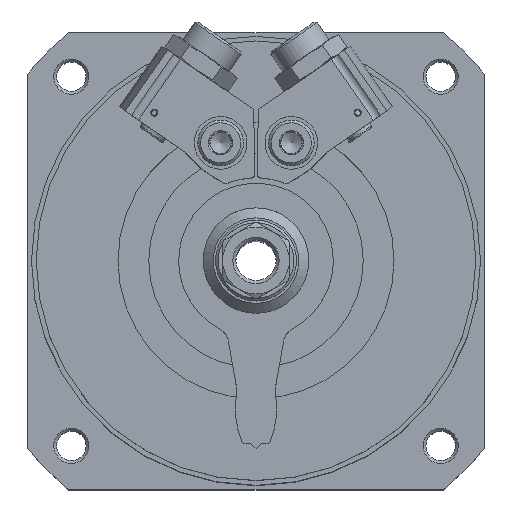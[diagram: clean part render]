
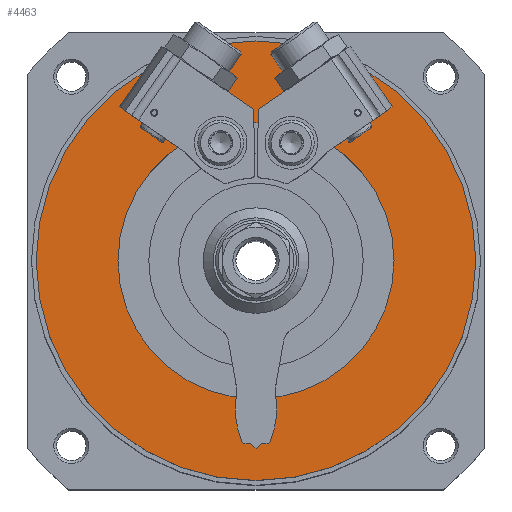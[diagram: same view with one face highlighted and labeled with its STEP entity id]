
A CAD part, top view. The second image highlights one B-rep face of the part: STEP entity #4463.
In plain terms, the highlighted face is planar.
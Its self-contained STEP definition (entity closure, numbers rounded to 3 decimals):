
#200=PLANE('',#4931);
#895=ORIENTED_EDGE('',*,*,#2003,.F.);
#896=ORIENTED_EDGE('',*,*,#2004,.T.);
#2003=EDGE_CURVE('',#2569,#2569,#2998,.T.);
#2004=EDGE_CURVE('',#2570,#2570,#2999,.T.);
#2569=VERTEX_POINT('',#7214);
#2570=VERTEX_POINT('',#7216);
#2998=CIRCLE('',#4932,62.5);
#2999=CIRCLE('',#4933,39.25);
#3331=EDGE_LOOP('',(#895));
#3332=EDGE_LOOP('',(#896));
#3856=FACE_BOUND('',#3331,.T.);
#3857=FACE_BOUND('',#3332,.T.);
#4463=ADVANCED_FACE('',(#3856,#3857),#200,.F.);
#4931=AXIS2_PLACEMENT_3D('',#7212,#5669,#5670);
#4932=AXIS2_PLACEMENT_3D('',#7213,#5671,#5672);
#4933=AXIS2_PLACEMENT_3D('',#7215,#5673,#5674);
#5669=DIRECTION('',(1.,0.,0.));
#5670=DIRECTION('',(0.,0.,-1.));
#5671=DIRECTION('',(1.,0.,0.));
#5672=DIRECTION('',(0.,0.,-1.));
#5673=DIRECTION('',(1.,0.,0.));
#5674=DIRECTION('',(0.,0.,-1.));
#7212=CARTESIAN_POINT('',(-114.,0.,0.));
#7213=CARTESIAN_POINT('',(-114.,0.,0.));
#7214=CARTESIAN_POINT('',(-114.,0.,-62.5));
#7215=CARTESIAN_POINT('',(-114.,0.,0.));
#7216=CARTESIAN_POINT('',(-114.,0.,-39.25));
